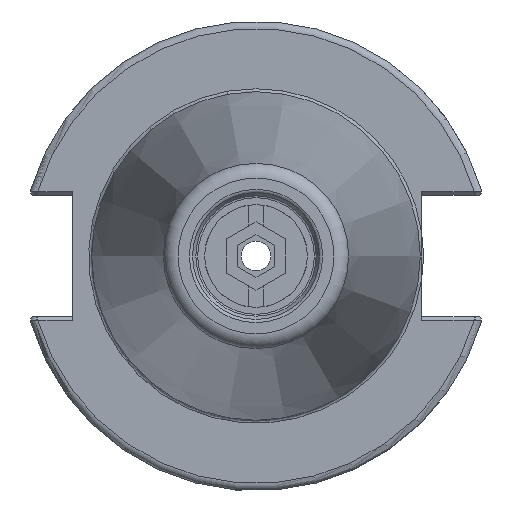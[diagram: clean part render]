
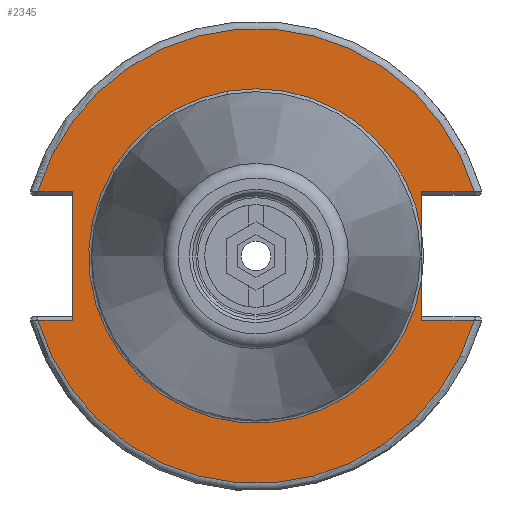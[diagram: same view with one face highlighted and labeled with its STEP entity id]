
A CAD part, left-side view. The second image highlights one B-rep face of the part: STEP entity #2345.
In plain terms, the highlighted planar face has unit normal (-1, 0, 0).
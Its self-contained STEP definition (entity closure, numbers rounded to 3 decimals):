
#151=PLANE('',#2543);
#230=FACE_OUTER_BOUND('',#369,.T.);
#369=EDGE_LOOP('',(#1695,#1696,#1697,#1698,#1699,#1700,#1701,#1702,#1703,
#1704,#1705));
#497=LINE('',#3535,#662);
#504=LINE('',#3657,#669);
#505=LINE('',#3661,#670);
#506=LINE('',#3663,#671);
#507=LINE('',#3665,#672);
#508=LINE('',#3669,#673);
#509=LINE('',#3671,#674);
#662=VECTOR('',#2878,10.);
#669=VECTOR('',#2889,10.);
#670=VECTOR('',#2892,10.);
#671=VECTOR('',#2893,10.);
#672=VECTOR('',#2894,10.);
#673=VECTOR('',#2897,10.);
#674=VECTOR('',#2898,10.);
#862=CIRCLE('',#2544,30.775);
#863=CIRCLE('',#2545,30.775);
#864=CIRCLE('',#2546,22.625);
#865=CIRCLE('',#2547,22.625);
#1000=VERTEX_POINT('',#3532);
#1001=VERTEX_POINT('',#3534);
#1009=VERTEX_POINT('',#3656);
#1010=VERTEX_POINT('',#3658);
#1011=VERTEX_POINT('',#3660);
#1012=VERTEX_POINT('',#3662);
#1013=VERTEX_POINT('',#3664);
#1014=VERTEX_POINT('',#3666);
#1015=VERTEX_POINT('',#3668);
#1016=VERTEX_POINT('',#3670);
#1017=VERTEX_POINT('',#3672);
#1262=EDGE_CURVE('',#1000,#1001,#497,.T.);
#1274=EDGE_CURVE('',#1009,#1001,#504,.T.);
#1275=EDGE_CURVE('',#1010,#1000,#862,.T.);
#1276=EDGE_CURVE('',#1011,#1010,#505,.T.);
#1277=EDGE_CURVE('',#1011,#1012,#506,.T.);
#1278=EDGE_CURVE('',#1013,#1012,#507,.T.);
#1279=EDGE_CURVE('',#1014,#1013,#863,.T.);
#1280=EDGE_CURVE('',#1015,#1014,#508,.T.);
#1281=EDGE_CURVE('',#1015,#1016,#509,.T.);
#1282=EDGE_CURVE('',#1016,#1017,#864,.T.);
#1283=EDGE_CURVE('',#1017,#1009,#865,.T.);
#1695=ORIENTED_EDGE('',*,*,#1274,.T.);
#1696=ORIENTED_EDGE('',*,*,#1262,.F.);
#1697=ORIENTED_EDGE('',*,*,#1275,.F.);
#1698=ORIENTED_EDGE('',*,*,#1276,.F.);
#1699=ORIENTED_EDGE('',*,*,#1277,.T.);
#1700=ORIENTED_EDGE('',*,*,#1278,.F.);
#1701=ORIENTED_EDGE('',*,*,#1279,.F.);
#1702=ORIENTED_EDGE('',*,*,#1280,.F.);
#1703=ORIENTED_EDGE('',*,*,#1281,.T.);
#1704=ORIENTED_EDGE('',*,*,#1282,.T.);
#1705=ORIENTED_EDGE('',*,*,#1283,.T.);
#2345=ADVANCED_FACE('',(#230),#151,.T.);
#2543=AXIS2_PLACEMENT_3D('',#3655,#2887,#2888);
#2544=AXIS2_PLACEMENT_3D('',#3659,#2890,#2891);
#2545=AXIS2_PLACEMENT_3D('',#3667,#2895,#2896);
#2546=AXIS2_PLACEMENT_3D('',#3673,#2899,#2900);
#2547=AXIS2_PLACEMENT_3D('',#3674,#2901,#2902);
#2878=DIRECTION('',(0.,1.,0.));
#2887=DIRECTION('center_axis',(-1.,0.,0.));
#2888=DIRECTION('ref_axis',(0.,0.,1.));
#2889=DIRECTION('',(0.,0.,1.));
#2890=DIRECTION('center_axis',(1.,0.,0.));
#2891=DIRECTION('ref_axis',(0.,0.,-1.));
#2892=DIRECTION('',(0.,1.,0.));
#2893=DIRECTION('',(0.,0.,-1.));
#2894=DIRECTION('',(0.,-1.,0.));
#2895=DIRECTION('center_axis',(1.,0.,0.));
#2896=DIRECTION('ref_axis',(0.,0.,-1.));
#2897=DIRECTION('',(0.,-1.,0.));
#2898=DIRECTION('',(0.,0.,1.));
#2899=DIRECTION('center_axis',(1.,0.,0.));
#2900=DIRECTION('ref_axis',(0.,0.,-1.));
#2901=DIRECTION('center_axis',(1.,0.,0.));
#2902=DIRECTION('ref_axis',(0.,0.,-1.));
#3532=CARTESIAN_POINT('',(1.,-29.523,8.69));
#3534=CARTESIAN_POINT('',(1.,-22.41,8.69));
#3535=CARTESIAN_POINT('',(1.,4.182,8.69));
#3655=CARTESIAN_POINT('Origin',(1.,30.775,0.));
#3656=CARTESIAN_POINT('',(1.,-22.41,3.112));
#3657=CARTESIAN_POINT('',(1.,-22.41,-4.095));
#3658=CARTESIAN_POINT('',(1.,29.523,8.69));
#3659=CARTESIAN_POINT('Origin',(1.,0.,0.));
#3660=CARTESIAN_POINT('',(1.,24.8,8.69));
#3661=CARTESIAN_POINT('',(1.,38.399,8.69));
#3662=CARTESIAN_POINT('',(1.,24.8,-8.69));
#3663=CARTESIAN_POINT('',(1.,24.8,4.095));
#3664=CARTESIAN_POINT('',(1.,29.523,-8.69));
#3665=CARTESIAN_POINT('',(1.,27.788,-8.69));
#3666=CARTESIAN_POINT('',(1.,-29.523,-8.69));
#3667=CARTESIAN_POINT('Origin',(1.,0.,0.));
#3668=CARTESIAN_POINT('',(1.,-22.41,-8.69));
#3669=CARTESIAN_POINT('',(1.,-6.591,-8.69));
#3670=CARTESIAN_POINT('',(1.,-22.41,-3.112));
#3671=CARTESIAN_POINT('',(1.,-22.41,-4.095));
#3672=CARTESIAN_POINT('',(1.,0.,22.625));
#3673=CARTESIAN_POINT('Origin',(1.,0.,0.));
#3674=CARTESIAN_POINT('Origin',(1.,0.,0.));
